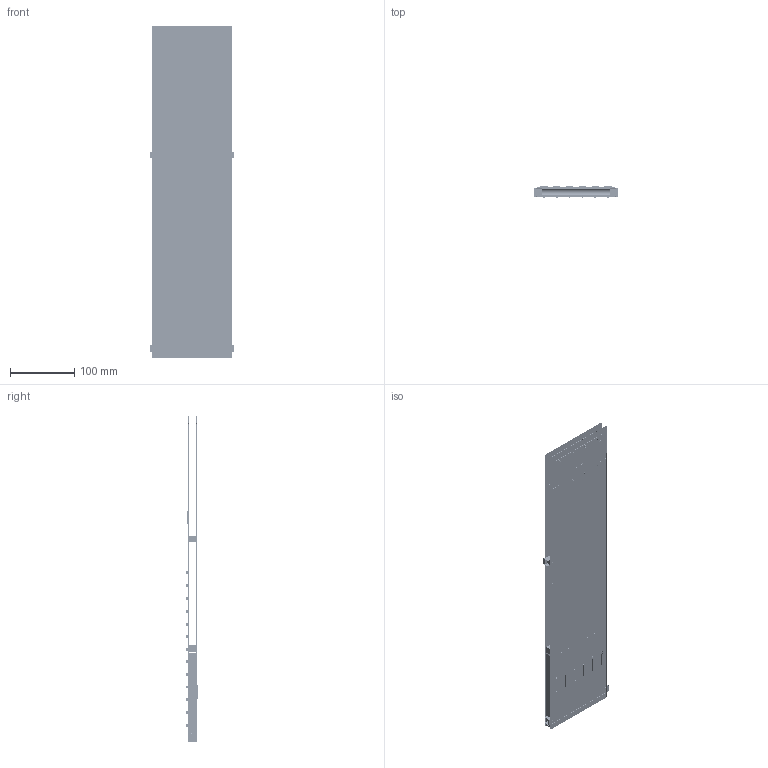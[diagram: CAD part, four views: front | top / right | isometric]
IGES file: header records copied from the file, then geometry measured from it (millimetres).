
Start section:  PTC IGES file: osp_pp0_asm_asm.igs
Global section: file name: osp_pp0_asm_asm.igs; native system: Pro/ENGINEER by Parametric Technology Corporation; preprocessor: 2004280; author: ericcan; organization: Unknown; date: 050418.161059; units: millimetre
Bounding box: 130.48 x 17.75 x 514.8 mm (x, y, z)
Volume: 141626.3 mm3; surface area: 1575409.8 mm2
Topology: 26 solids, 32 shells, 8920 faces, 51172 edges, 67284 vertices
Faces by surface type: revolution 7480, bspline 1440
